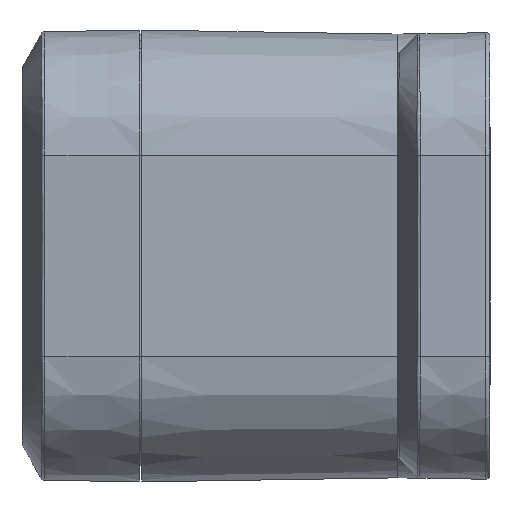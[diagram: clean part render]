
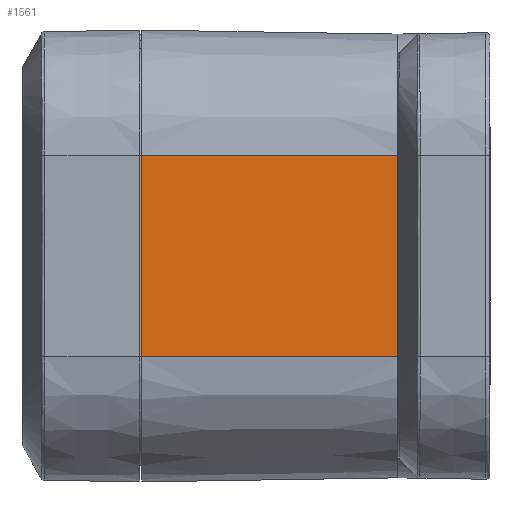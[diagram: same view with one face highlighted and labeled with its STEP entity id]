
A CAD part, left-side view. The second image highlights one B-rep face of the part: STEP entity #1561.
In plain terms, the highlighted face is planar.
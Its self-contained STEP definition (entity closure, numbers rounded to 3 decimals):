
#1561 = ADVANCED_FACE ( 'NONE', ( #28478 ), #6920, .T. ) ;
#1583 = DIRECTION ( 'NONE',  ( 0.016, 1., 0. ) ) ;
#2186 = CARTESIAN_POINT ( 'NONE',  ( 11.2, 13.7, -5. ) ) ;
#3442 = ORIENTED_EDGE ( 'NONE', *, *, #31545, .F. ) ;
#4385 = DIRECTION ( 'NONE',  ( -0.016, -1., 0. ) ) ;
#6771 = AXIS2_PLACEMENT_3D ( 'NONE', #32668, #35701, #1583 ) ;
#6920 = PLANE ( 'NONE',  #6771 ) ;
#7140 = VERTEX_POINT ( 'NONE', #9255 ) ;
#7180 = VERTEX_POINT ( 'NONE', #16109 ) ;
#9255 = CARTESIAN_POINT ( 'NONE',  ( 11.2, 13.7, -5. ) ) ;
#9656 = VECTOR ( 'NONE', #33915, 1000. ) ;
#10077 = EDGE_CURVE ( 'NONE', #27615, #34208, #28039, .T. ) ;
#10858 = CARTESIAN_POINT ( 'NONE',  ( 11., 1., -5. ) ) ;
#11750 = CARTESIAN_POINT ( 'NONE',  ( 11., 1., -5. ) ) ;
#12106 = LINE ( 'NONE', #26795, #26255 ) ;
#12547 = CARTESIAN_POINT ( 'NONE',  ( 11., 1., 5. ) ) ;
#12565 = VECTOR ( 'NONE', #4385, 1000. ) ;
#13945 = ORIENTED_EDGE ( 'NONE', *, *, #10077, .T. ) ;
#14736 = DIRECTION ( 'NONE',  ( -0.016, -1., 0. ) ) ;
#16109 = CARTESIAN_POINT ( 'NONE',  ( 11.2, 13.7, 5. ) ) ;
#16711 = LINE ( 'NONE', #10858, #12565 ) ;
#19912 = ORIENTED_EDGE ( 'NONE', *, *, #39410, .F. ) ;
#20741 = EDGE_CURVE ( 'NONE', #7180, #27615, #12106, .T. ) ;
#20970 = VECTOR ( 'NONE', #38936, 1000. ) ;
#26255 = VECTOR ( 'NONE', #14736, 1000. ) ;
#26795 = CARTESIAN_POINT ( 'NONE',  ( 11., 1., 5. ) ) ;
#27615 = VERTEX_POINT ( 'NONE', #35817 ) ;
#28039 = LINE ( 'NONE', #12547, #9656 ) ;
#28478 = FACE_OUTER_BOUND ( 'NONE', #39874, .T. ) ;
#31545 = EDGE_CURVE ( 'NONE', #7180, #7140, #32865, .T. ) ;
#32668 = CARTESIAN_POINT ( 'NONE',  ( 11., 1., 5. ) ) ;
#32865 = LINE ( 'NONE', #2186, #20970 ) ;
#33662 = ORIENTED_EDGE ( 'NONE', *, *, #20741, .T. ) ;
#33915 = DIRECTION ( 'NONE',  ( 0., 0., -1. ) ) ;
#34208 = VERTEX_POINT ( 'NONE', #11750 ) ;
#35701 = DIRECTION ( 'NONE',  ( 1., -0.016, 0. ) ) ;
#35817 = CARTESIAN_POINT ( 'NONE',  ( 11., 1., 5. ) ) ;
#38936 = DIRECTION ( 'NONE',  ( 0., 0., -1. ) ) ;
#39410 = EDGE_CURVE ( 'NONE', #7140, #34208, #16711, .T. ) ;
#39874 = EDGE_LOOP ( 'NONE', ( #13945, #19912, #3442, #33662 ) ) ;
